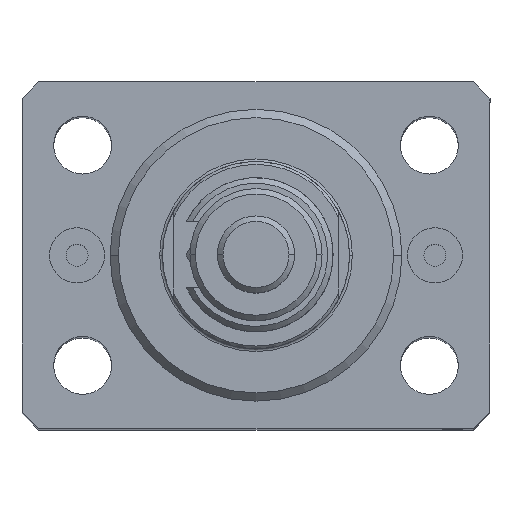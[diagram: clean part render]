
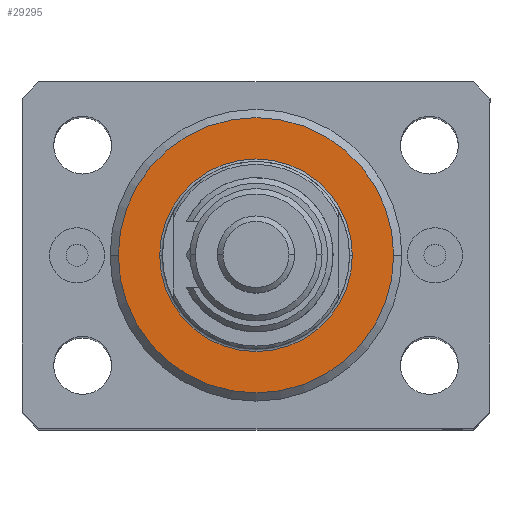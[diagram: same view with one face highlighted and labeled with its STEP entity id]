
A CAD part, top view. The second image highlights one B-rep face of the part: STEP entity #29295.
In plain terms, the highlighted face is planar.
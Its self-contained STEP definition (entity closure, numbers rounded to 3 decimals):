
#31 = CARTESIAN_POINT ( 'NONE',  ( 0., 0., 0. ) ) ;
#820 = CARTESIAN_POINT ( 'NONE',  ( 0., 0., 0. ) ) ;
#988 = CARTESIAN_POINT ( 'NONE',  ( -25., 0., 0. ) ) ;
#1551 = VERTEX_POINT ( 'NONE', #988 ) ;
#2728 = AXIS2_PLACEMENT_3D ( 'NONE', #7163, #25041, #6241 ) ;
#6014 = CARTESIAN_POINT ( 'NONE',  ( 17.5, 0., 0. ) ) ;
#6241 = DIRECTION ( 'NONE',  ( 1., 0., 0. ) ) ;
#6536 = AXIS2_PLACEMENT_3D ( 'NONE', #24431, #20848, #38983 ) ;
#7163 = CARTESIAN_POINT ( 'NONE',  ( 0., 0., 0. ) ) ;
#8043 = CIRCLE ( 'NONE', #2728, 25. ) ;
#8689 = FACE_BOUND ( 'NONE', #41428, .T. ) ;
#10378 = EDGE_CURVE ( 'NONE', #35494, #1551, #8043, .T. ) ;
#12048 = PLANE ( 'NONE',  #16349 ) ;
#12175 = CARTESIAN_POINT ( 'NONE',  ( 25., 0., 0. ) ) ;
#14177 = DIRECTION ( 'NONE',  ( 0., 0., 1. ) ) ;
#15724 = VERTEX_POINT ( 'NONE', #43132 ) ;
#16082 = DIRECTION ( 'NONE',  ( 0., 0., 1. ) ) ;
#16349 = AXIS2_PLACEMENT_3D ( 'NONE', #820, #16082, #44466 ) ;
#19423 = FACE_OUTER_BOUND ( 'NONE', #35403, .T. ) ;
#19675 = ORIENTED_EDGE ( 'NONE', *, *, #32278, .T. ) ;
#20848 = DIRECTION ( 'NONE',  ( 0., 0., -1. ) ) ;
#23282 = AXIS2_PLACEMENT_3D ( 'NONE', #32748, #14177, #36787 ) ;
#24051 = AXIS2_PLACEMENT_3D ( 'NONE', #31, #39624, #32221 ) ;
#24431 = CARTESIAN_POINT ( 'NONE',  ( 0., 0., 0. ) ) ;
#25041 = DIRECTION ( 'NONE',  ( 0., 0., -1. ) ) ;
#25692 = ORIENTED_EDGE ( 'NONE', *, *, #30338, .T. ) ;
#29295 = ADVANCED_FACE ( 'NONE', ( #8689, #19423 ), #12048, .F. ) ;
#29739 = ORIENTED_EDGE ( 'NONE', *, *, #10378, .T. ) ;
#30338 = EDGE_CURVE ( 'NONE', #1551, #35494, #43043, .T. ) ;
#31561 = EDGE_CURVE ( 'NONE', #15724, #45767, #39930, .T. ) ;
#32221 = DIRECTION ( 'NONE',  ( 1., 0., 0. ) ) ;
#32278 = EDGE_CURVE ( 'NONE', #45767, #15724, #43853, .T. ) ;
#32748 = CARTESIAN_POINT ( 'NONE',  ( 0., 0., 0. ) ) ;
#35403 = EDGE_LOOP ( 'NONE', ( #29739, #25692 ) ) ;
#35494 = VERTEX_POINT ( 'NONE', #12175 ) ;
#36787 = DIRECTION ( 'NONE',  ( 1., 0., 0. ) ) ;
#38983 = DIRECTION ( 'NONE',  ( 1., 0., 0. ) ) ;
#39624 = DIRECTION ( 'NONE',  ( 0., 0., 1. ) ) ;
#39930 = CIRCLE ( 'NONE', #24051, 17.5 ) ;
#41428 = EDGE_LOOP ( 'NONE', ( #19675, #44224 ) ) ;
#43043 = CIRCLE ( 'NONE', #6536, 25. ) ;
#43132 = CARTESIAN_POINT ( 'NONE',  ( -17.5, 0., 0. ) ) ;
#43853 = CIRCLE ( 'NONE', #23282, 17.5 ) ;
#44224 = ORIENTED_EDGE ( 'NONE', *, *, #31561, .T. ) ;
#44466 = DIRECTION ( 'NONE',  ( 1., 0., 0. ) ) ;
#45767 = VERTEX_POINT ( 'NONE', #6014 ) ;
